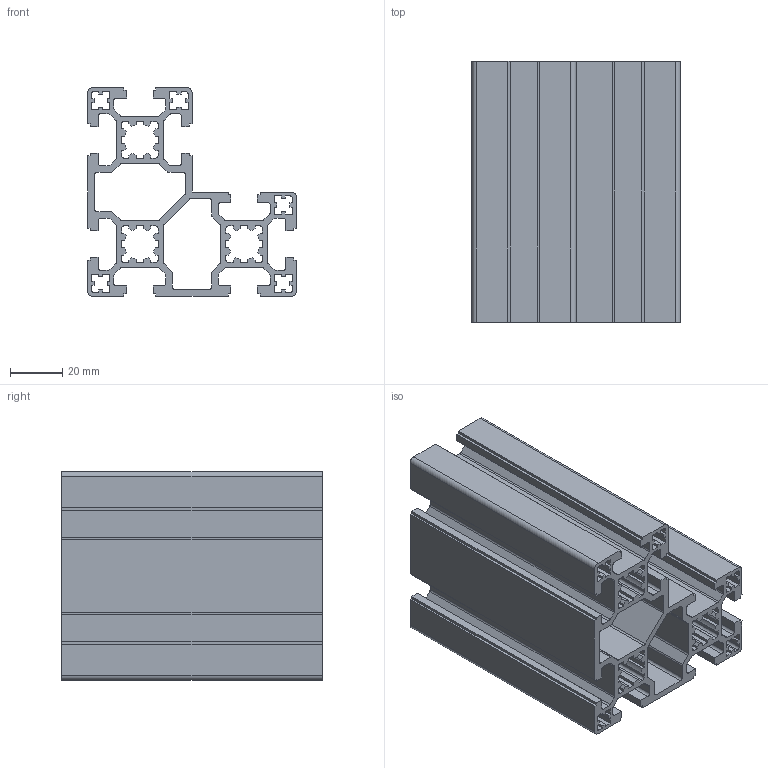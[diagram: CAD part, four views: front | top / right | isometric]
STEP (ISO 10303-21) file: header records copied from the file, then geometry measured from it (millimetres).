
FILE_DESCRIPTION(/* description */ (''),/* implementation_level */ '2;1');
FILE_NAME(/* name */ 'AST080080L08.step',/* time_stamp */ '2024-04-29T15:59:13+01:00',/* author */ ('project'),/* organization */ (''),/* preprocessor_version */ 'ST-DEVELOPER v19',/* originating_system */ 'Autodesk Inventor 2023',/* authorisation */ '');
FILE_SCHEMA (('AUTOMOTIVE_DESIGN { 1 0 10303 214 3 1 1 }'));
Length unit declared in the file: metre
Products named in the file (1): AST080080L08
Bounding box: 80 x 100 x 80 mm (x, y, z)
Volume: 144288.1 mm3; surface area: 124614.6 mm2
Topology: 1 solids, 1 shells, 466 faces, 1392 edges, 928 vertices
Faces by surface type: plane 350, cylinder 116
Entity records: 15660 total; most frequent: CARTESIAN_POINT 2787, ORIENTED_EDGE 2784, DIRECTION 2558, EDGE_CURVE 1392, LINE 1160, VECTOR 1160, VERTEX_POINT 928, AXIS2_PLACEMENT_3D 699
